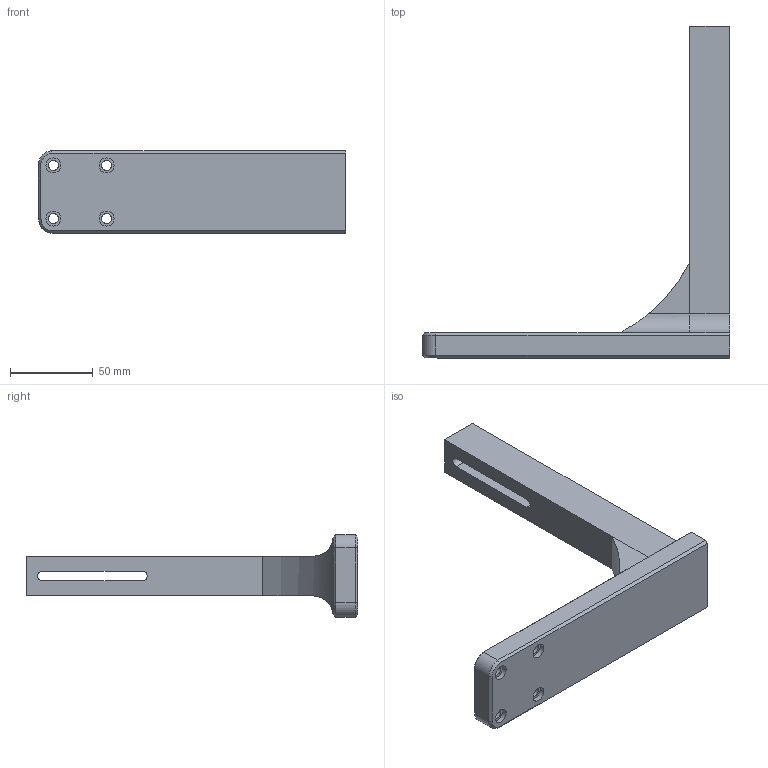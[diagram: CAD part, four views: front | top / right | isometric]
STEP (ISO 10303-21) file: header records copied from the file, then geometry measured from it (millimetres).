
FILE_DESCRIPTION(/* description */ (''),/* implementation_level */ '2;1');
FILE_NAME(/* name */ 'colonna timbratura seconda parte2.stp',/* time_stamp */ '2026-02-19T13:17:03+01:00',/* author */ ('Ryzen5700u'),/* organization */ (''),/* preprocessor_version */ 'ST-DEVELOPER v20',/* originating_system */ 'Autodesk Inventor 2025',/* authorisation */ '');
FILE_SCHEMA (('AUTOMOTIVE_DESIGN { 1 0 10303 214 3 1 1 }'));
Length unit declared in the file: millimetre
Products named in the file (1): 2026-02-12-16-30-50-778
Bounding box: 185 x 200 x 50 mm (x, y, z)
Volume: 253104.8 mm3; surface area: 46286 mm2
Topology: 1 solids, 1 shells, 43 faces, 99 edges, 62 vertices
Faces by surface type: plane 23, cylinder 16, cone 4
Full cylindrical faces by diameter (mm): 6 x4, 9 x4
Entity records: 1301 total; most frequent: CARTESIAN_POINT 236, DIRECTION 214, ORIENTED_EDGE 198, EDGE_CURVE 99, AXIS2_PLACEMENT_3D 77, VERTEX_POINT 62, LINE 60, VECTOR 60
